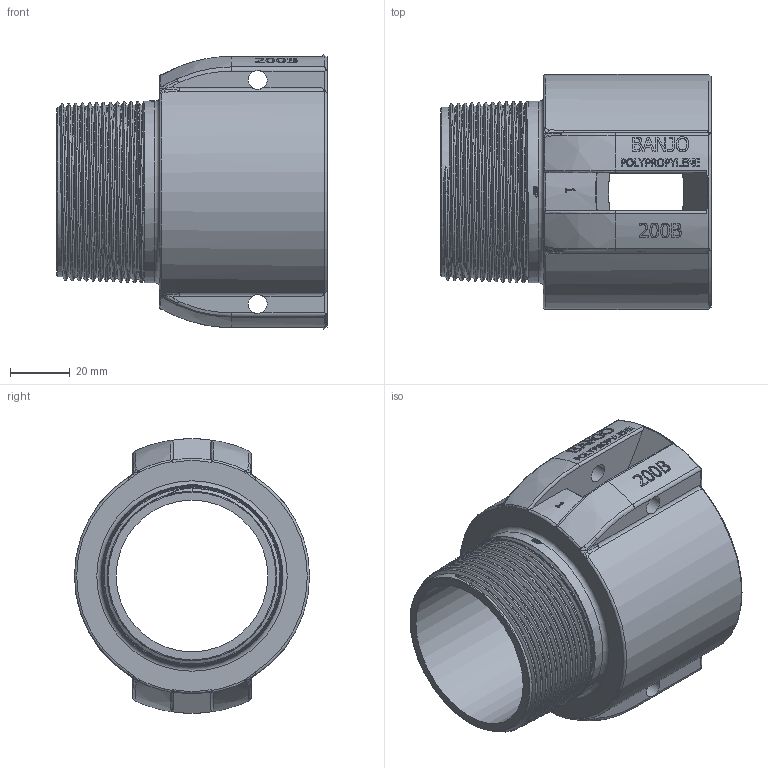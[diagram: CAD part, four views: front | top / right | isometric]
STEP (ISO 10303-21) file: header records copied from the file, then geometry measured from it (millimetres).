
FILE_DESCRIPTION(/* description */ ('2" Female Coupling X 2" Male BSPT'),/* implementation_level */ '2;1');
FILE_NAME(/* name */ '200BB.stp',/* time_stamp */ '2016-09-22T08:35:31-04:00',/* author */ ('MEG'),/* organization */ (''),/* preprocessor_version */ 'ST-DEVELOPER v16.1',/* originating_system */ 'Autodesk Inventor 2016',/* authorisation */ '');
FILE_SCHEMA (('AUTOMOTIVE_DESIGN { 1 0 10303 214 3 1 1 }'));
Length unit declared in the file: inch
Products named in the file (2): 200XBB; 200BB
Assembly tree (1 placements, depth 2):
  200BB
    200XBB
Bounding box: 90.42 x 78.74 x 91.82 mm (x, y, z)
Volume: 132825.9 mm3; surface area: 49097.4 mm2
Topology: 1 solids, 1 shells, 559 faces, 1519 edges, 1001 vertices
Faces by surface type: bspline 241, plane 207, cylinder 75, cone 19, torus 17
Full cylindrical faces by diameter (mm): 6.35 x4, 50.8 x1, 60.706 x2, 64.135 x1, 67.691 x1
Entity records: 35744 total; most frequent: CARTESIAN_POINT 23589, ORIENTED_EDGE 2908, DIRECTION 1822, EDGE_CURVE 1454, VERTEX_POINT 964, AXIS2_PLACEMENT_3D 615, EDGE_LOOP 614, LINE 592
